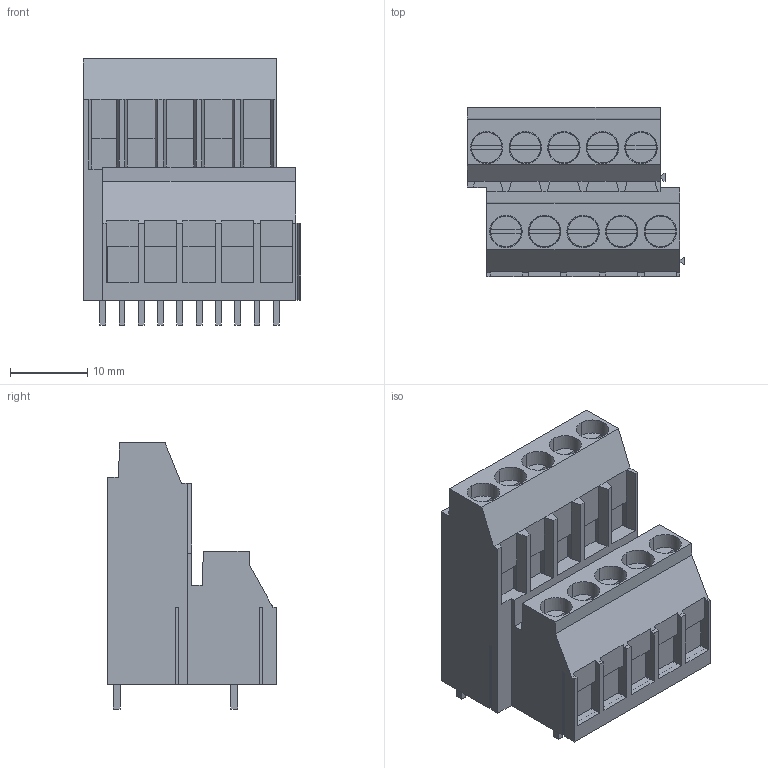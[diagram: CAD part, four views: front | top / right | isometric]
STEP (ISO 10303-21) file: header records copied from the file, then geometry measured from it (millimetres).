
FILE_DESCRIPTION(('CATIA V5 STEP','CAx-IF Rec.Pracs.--- Model Styling and Organization---1.4--- 2014-01-23'),'2;1');
FILE_NAME ('257202-1_0', '2024-03-18T13:07:01+00:00', ('none'), ('Weidmueller'), 'CATIA Version 5-6 Release 2016 SP3 HF44', 'CATIA V5 STEP AP214', 'none');
FILE_SCHEMA(('AUTOMOTIVE_DESIGN { 1 0 10303 214 1 1 1 1 }'));
Length unit declared in the file: millimetre
Products named in the file (1): 1977270000
Bounding box: 28.15 x 21.94 x 34.47 mm (x, y, z)
Volume: 10575.3 mm3; surface area: 5974.3 mm2
Topology: 21 solids, 21 shells, 586 faces, 1670 edges, 1137 vertices
Faces by surface type: plane 546, cylinder 40
Entity records: 17934 total; most frequent: CARTESIAN_POINT 3417, ORIENTED_EDGE 3340, DIRECTION 2409, EDGE_CURVE 1670, VECTOR 1493, LINE 1493, VERTEX_POINT 1137, EDGE_LOOP 597
